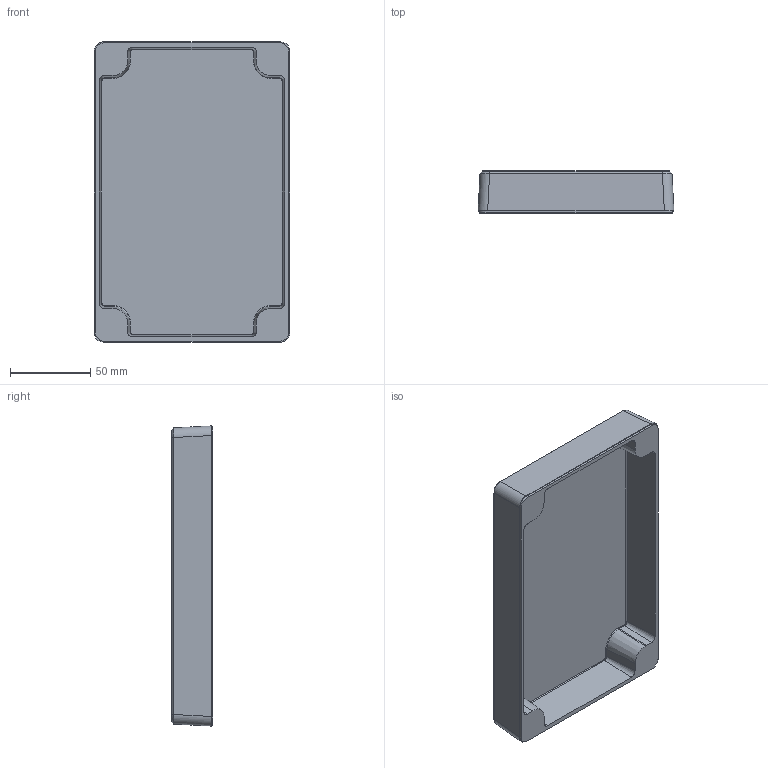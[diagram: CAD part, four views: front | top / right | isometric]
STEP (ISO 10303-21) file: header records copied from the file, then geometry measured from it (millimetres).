
FILE_DESCRIPTION (( 'STEP AP214' ), '1' );
FILE_NAME ('FIBOX TEMPO 1912 Cover.STEP', '2006-11-28T14:02:24', ( 'JuhaniH' ), ( 'Fibox Oy' ), 'SwSTEP 2.0', 'SolidWorks 2006233', '' );
FILE_SCHEMA (( 'AUTOMOTIVE_DESIGN' ));
Length unit declared in the file: millimetre
Products named in the file (1): FIBOX TEMPO 1912 Cover
Bounding box: 122.1 x 26 x 187.1 mm (x, y, z)
Volume: 113606.7 mm3; surface area: 74150.3 mm2
Topology: 1 solids, 1 shells, 108 faces, 251 edges, 151 vertices
Faces by surface type: plane 32, cylinder 24, cone 22, bspline 16, torus 14
Entity records: 4127 total; most frequent: CARTESIAN_POINT 1771, ORIENTED_EDGE 502, DIRECTION 458, EDGE_CURVE 251, AXIS2_PLACEMENT_3D 174, VERTEX_POINT 151, EDGE_LOOP 114, VECTOR 110
